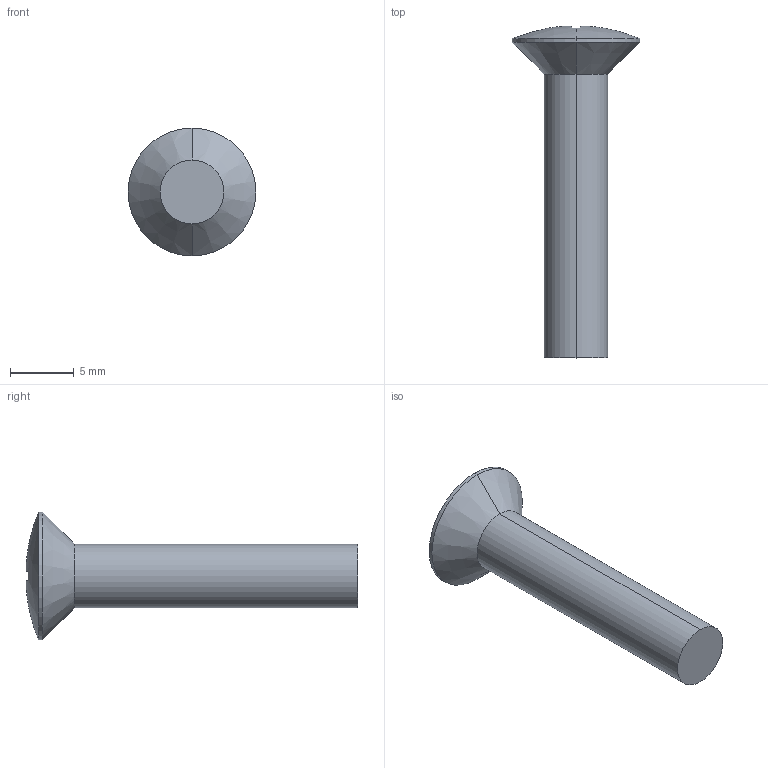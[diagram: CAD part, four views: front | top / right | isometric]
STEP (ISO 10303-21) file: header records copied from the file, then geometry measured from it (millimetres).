
FILE_DESCRIPTION (( 'STEP AP203' ), '1' );
FILE_NAME ('C-1029-5×25.STEP', '2012-03-27T01:48:32', ( '11sw' ), ( 'タキゲン製造株式会社' ), 'SwSTEP 2.0', 'SolidWorks 2011', '' );
FILE_SCHEMA (( 'CONFIG_CONTROL_DESIGN' ));
Length unit declared in the file: millimetre
Products named in the file (1): C-1029-5×25
Bounding box: 10 x 25.98 x 10 mm (x, y, z)
Volume: 608.2 mm3; surface area: 558.1 mm2
Topology: 1 solids, 1 shells, 26 faces, 66 edges, 42 vertices
Faces by surface type: plane 14, cylinder 8, cone 2, sphere 2
Entity records: 879 total; most frequent: CARTESIAN_POINT 155, DIRECTION 144, ORIENTED_EDGE 132, EDGE_CURVE 66, AXIS2_PLACEMENT_3D 55, VERTEX_POINT 42, VECTOR 34, LINE 34
